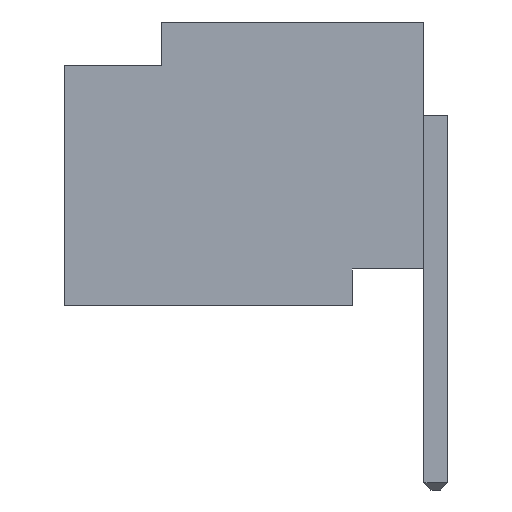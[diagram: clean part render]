
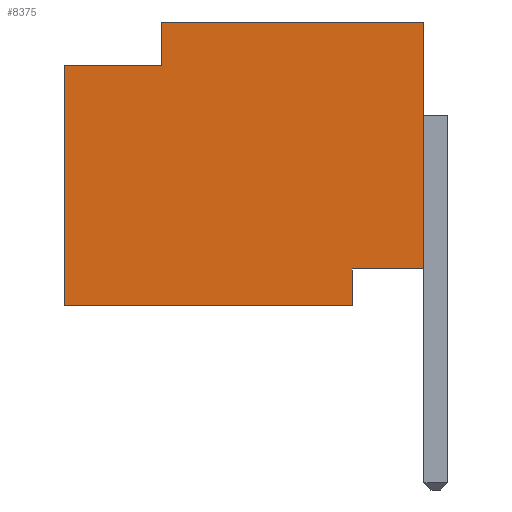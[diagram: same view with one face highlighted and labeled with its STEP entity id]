
A CAD part, left-side view. The second image highlights one B-rep face of the part: STEP entity #8375.
In plain terms, the highlighted planar face has unit normal (-1, 0, 0).
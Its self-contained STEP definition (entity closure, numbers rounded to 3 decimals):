
#550=ORIENTED_EDGE('',*,*,#2184,.T.);
#551=ORIENTED_EDGE('',*,*,#2246,.T.);
#552=ORIENTED_EDGE('',*,*,#2264,.T.);
#553=ORIENTED_EDGE('',*,*,#2265,.F.);
#554=ORIENTED_EDGE('',*,*,#2173,.F.);
#555=ORIENTED_EDGE('',*,*,#2257,.F.);
#556=ORIENTED_EDGE('',*,*,#2266,.F.);
#557=ORIENTED_EDGE('',*,*,#2267,.T.);
#2173=EDGE_CURVE('',#3035,#3036,#3591,.T.);
#2184=EDGE_CURVE('',#3046,#3045,#3602,.T.);
#2246=EDGE_CURVE('',#3045,#3103,#3664,.T.);
#2257=EDGE_CURVE('',#3111,#3035,#3675,.T.);
#2264=EDGE_CURVE('',#3103,#3116,#3682,.T.);
#2265=EDGE_CURVE('',#3036,#3116,#3683,.T.);
#2266=EDGE_CURVE('',#3117,#3111,#3684,.T.);
#2267=EDGE_CURVE('',#3117,#3046,#3685,.T.);
#3035=VERTEX_POINT('',#10541);
#3036=VERTEX_POINT('',#10543);
#3045=VERTEX_POINT('',#10564);
#3046=VERTEX_POINT('',#10566);
#3103=VERTEX_POINT('',#10687);
#3111=VERTEX_POINT('',#10709);
#3116=VERTEX_POINT('',#10724);
#3117=VERTEX_POINT('',#10727);
#3591=LINE('',#10542,#4189);
#3602=LINE('',#10565,#4200);
#3664=LINE('',#10688,#4262);
#3675=LINE('',#10710,#4273);
#3682=LINE('',#10723,#4280);
#3683=LINE('',#10725,#4281);
#3684=LINE('',#10726,#4282);
#3685=LINE('',#10728,#4283);
#4189=VECTOR('',#9204,1000.);
#4200=VECTOR('',#9219,1000.);
#4262=VECTOR('',#9287,1000.);
#4273=VECTOR('',#9304,1000.);
#4280=VECTOR('',#9315,1000.);
#4281=VECTOR('',#9316,1000.);
#4282=VECTOR('',#9317,1000.);
#4283=VECTOR('',#9318,1000.);
#4716=EDGE_LOOP('',(#550,#551,#552,#553,#554,#555,#556,#557));
#5112=FACE_BOUND('',#4716,.T.);
#5500=PLANE('',#8764);
#8375=ADVANCED_FACE('',(#5112),#5500,.T.);
#8764=AXIS2_PLACEMENT_3D('',#10722,#9313,#9314);
#9204=DIRECTION('',(0.,-1.,0.));
#9219=DIRECTION('',(0.,-1.,0.));
#9287=DIRECTION('',(0.,0.,1.));
#9304=DIRECTION('',(0.,0.,1.));
#9313=DIRECTION('',(-1.,0.,0.));
#9314=DIRECTION('',(0.,1.,0.));
#9315=DIRECTION('',(0.,-1.,0.));
#9316=DIRECTION('',(0.,0.,-1.));
#9317=DIRECTION('',(0.,-1.,0.));
#9318=DIRECTION('',(0.,0.,-1.));
#10541=CARTESIAN_POINT('',(-5.873,3.073,3.327));
#10542=CARTESIAN_POINT('',(-5.873,1.27,3.327));
#10543=CARTESIAN_POINT('',(-5.873,0.,3.327));
#10564=CARTESIAN_POINT('',(-5.873,0.838,0.));
#10565=CARTESIAN_POINT('',(-5.873,1.27,0.));
#10566=CARTESIAN_POINT('',(-5.873,4.216,0.));
#10687=CARTESIAN_POINT('',(-5.873,0.838,0.432));
#10688=CARTESIAN_POINT('',(-5.873,0.838,0.));
#10709=CARTESIAN_POINT('',(-5.873,3.073,2.819));
#10710=CARTESIAN_POINT('',(-5.873,3.073,2.819));
#10722=CARTESIAN_POINT('',(-5.873,1.27,3.327));
#10723=CARTESIAN_POINT('',(-5.873,0.838,0.432));
#10724=CARTESIAN_POINT('',(-5.873,0.,0.432));
#10725=CARTESIAN_POINT('',(-5.873,0.,3.327));
#10726=CARTESIAN_POINT('',(-5.873,4.216,2.819));
#10727=CARTESIAN_POINT('',(-5.873,4.216,2.819));
#10728=CARTESIAN_POINT('',(-5.873,4.216,3.327));
